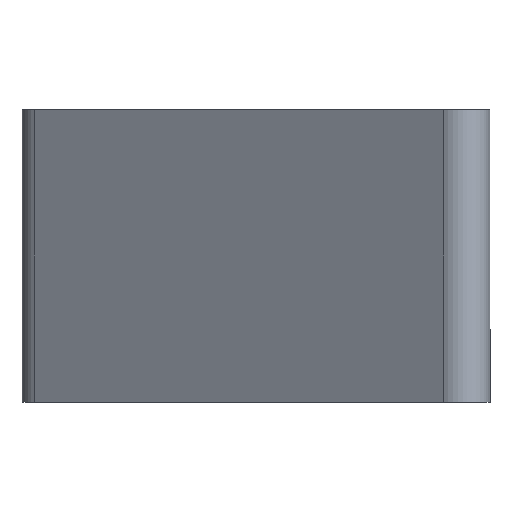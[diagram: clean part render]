
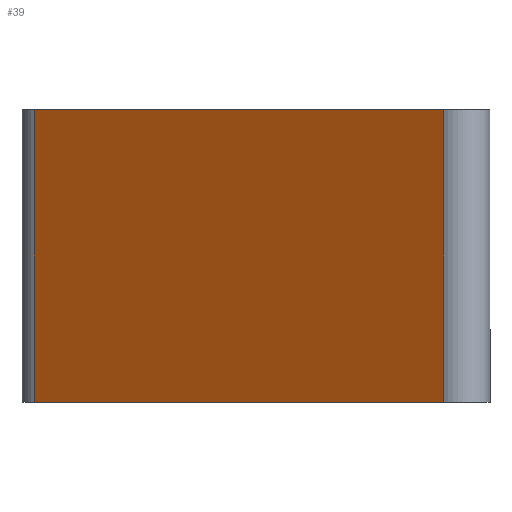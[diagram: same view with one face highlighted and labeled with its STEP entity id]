
A CAD part, left-side view. The second image highlights one B-rep face of the part: STEP entity #39.
In plain terms, the highlighted planar face has unit normal (-0.819, 0.574, 0).
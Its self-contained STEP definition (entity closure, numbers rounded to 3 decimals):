
#39=ADVANCED_FACE('',(#55),#49,.T.);
#49=PLANE('',#237);
#55=FACE_OUTER_BOUND('',#65,.T.);
#65=EDGE_LOOP('',(#93,#94,#95,#96));
#93=ORIENTED_EDGE('',*,*,#151,.F.);
#94=ORIENTED_EDGE('',*,*,#156,.T.);
#95=ORIENTED_EDGE('',*,*,#157,.F.);
#96=ORIENTED_EDGE('',*,*,#158,.T.);
#135=VERTEX_POINT('',#390);
#136=VERTEX_POINT('',#392);
#139=VERTEX_POINT('',#402);
#140=VERTEX_POINT('',#404);
#151=EDGE_CURVE('',#135,#136,#172,.T.);
#156=EDGE_CURVE('',#135,#139,#176,.T.);
#157=EDGE_CURVE('',#140,#139,#177,.T.);
#158=EDGE_CURVE('',#140,#136,#178,.T.);
#172=LINE('',#391,#188);
#176=LINE('',#401,#192);
#177=LINE('',#403,#193);
#178=LINE('',#405,#194);
#188=VECTOR('',#264,1.0);
#192=VECTOR('',#274,1.0);
#193=VECTOR('',#275,1.0);
#194=VECTOR('',#276,1.0);
#237=AXIS2_PLACEMENT_3D('',#406,#277,#278);
#264=DIRECTION('',(0.574,0.819,0.0));
#274=DIRECTION('',(0.,0.,1.0));
#275=DIRECTION('',(-0.574,-0.819,0.));
#276=DIRECTION('',(0.,0.,-1.0));
#277=DIRECTION('',(-0.819,0.574,0.));
#278=DIRECTION('',(-0.574,-0.819,0.0));
#390=CARTESIAN_POINT('',(0.875,1.249,-7.938));
#391=CARTESIAN_POINT('',(6.997,9.992,-7.938));
#392=CARTESIAN_POINT('',(8.656,12.362,-7.938));
#401=CARTESIAN_POINT('',(0.875,1.249,0.));
#402=CARTESIAN_POINT('',(0.875,1.249,0.));
#403=CARTESIAN_POINT('',(6.997,9.992,0.));
#404=CARTESIAN_POINT('',(8.656,12.362,0.));
#405=CARTESIAN_POINT('',(8.656,12.362,0.));
#406=CARTESIAN_POINT('',(6.997,9.992,0.));
